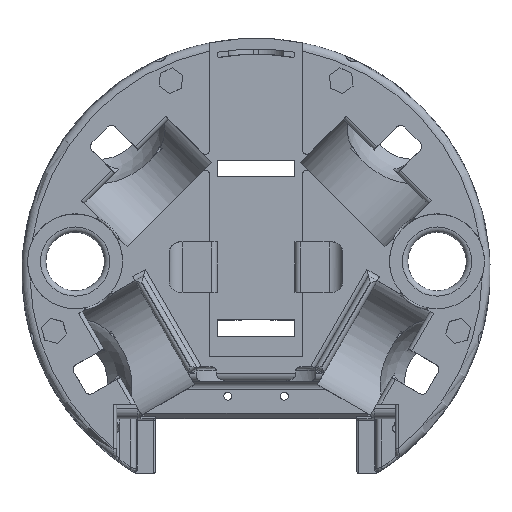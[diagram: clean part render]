
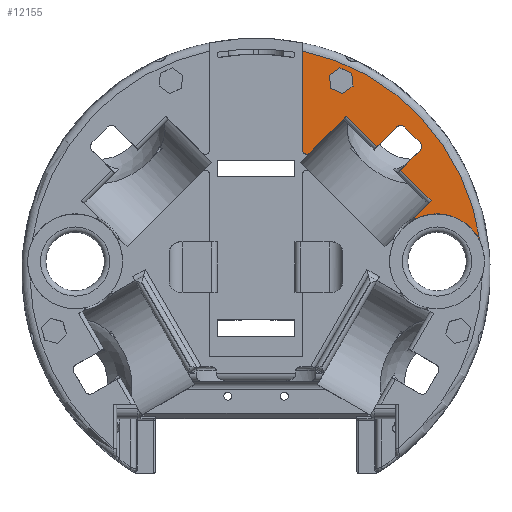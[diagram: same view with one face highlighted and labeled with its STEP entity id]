
A CAD part, top view. The second image highlights one B-rep face of the part: STEP entity #12155.
In plain terms, the highlighted planar face has unit normal (0, 0, 1).
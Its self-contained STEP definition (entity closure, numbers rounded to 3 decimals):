
#1147=LINE('',#29287,#2058);
#1153=LINE('',#29296,#2064);
#1157=LINE('',#29307,#2068);
#1158=LINE('',#29309,#2069);
#1159=LINE('',#29313,#2070);
#1160=LINE('',#29317,#2071);
#1161=LINE('',#29319,#2072);
#1162=LINE('',#29321,#2073);
#1163=LINE('',#29327,#2074);
#1164=LINE('',#29329,#2075);
#1165=LINE('',#29331,#2076);
#1166=LINE('',#29333,#2077);
#1167=LINE('',#29335,#2078);
#1168=LINE('',#29336,#2079);
#2058=VECTOR('',#16289,10.);
#2064=VECTOR('',#16299,10.);
#2068=VECTOR('',#16315,10.);
#2069=VECTOR('',#16316,10.);
#2070=VECTOR('',#16319,10.);
#2071=VECTOR('',#16322,10.);
#2072=VECTOR('',#16323,10.);
#2073=VECTOR('',#16324,10.);
#2074=VECTOR('',#16329,10.);
#2075=VECTOR('',#16330,10.);
#2076=VECTOR('',#16331,10.);
#2077=VECTOR('',#16332,10.);
#2078=VECTOR('',#16333,10.);
#2079=VECTOR('',#16334,10.);
#2406=PLANE('',#13324);
#2517=FACE_BOUND('',#3776,.T.);
#3064=FACE_OUTER_BOUND('',#3775,.T.);
#3775=EDGE_LOOP('',(#10831,#10832,#10833,#10834,#10835,#10836,#10837,#10838,
#10839,#10840,#10841,#10842,#10843,#10844));
#3776=EDGE_LOOP('',(#10845,#10846,#10847,#10848,#10849,#10850));
#4224=CIRCLE('',#12776,85.);
#4443=CIRCLE('',#13313,1.5);
#4447=CIRCLE('',#13325,2.);
#4448=CIRCLE('',#13326,2.);
#4449=CIRCLE('',#13327,0.4);
#4450=CIRCLE('',#13328,17.85);
#5476=VERTEX_POINT('',#25552);
#5477=VERTEX_POINT('',#25563);
#5891=VERTEX_POINT('',#29273);
#5892=VERTEX_POINT('',#29274);
#5896=VERTEX_POINT('',#29285);
#5898=VERTEX_POINT('',#29306);
#5899=VERTEX_POINT('',#29308);
#5900=VERTEX_POINT('',#29310);
#5901=VERTEX_POINT('',#29312);
#5902=VERTEX_POINT('',#29314);
#5903=VERTEX_POINT('',#29316);
#5904=VERTEX_POINT('',#29318);
#5905=VERTEX_POINT('',#29320);
#5906=VERTEX_POINT('',#29322);
#5907=VERTEX_POINT('',#29325);
#5908=VERTEX_POINT('',#29326);
#5909=VERTEX_POINT('',#29328);
#5910=VERTEX_POINT('',#29330);
#5911=VERTEX_POINT('',#29332);
#5912=VERTEX_POINT('',#29334);
#6871=EDGE_CURVE('',#5476,#5477,#4224,.T.);
#7596=EDGE_CURVE('',#5891,#5892,#4443,.T.);
#7603=EDGE_CURVE('',#5891,#5896,#1147,.T.);
#7609=EDGE_CURVE('',#5476,#5892,#1153,.T.);
#7614=EDGE_CURVE('',#5898,#5896,#1157,.T.);
#7615=EDGE_CURVE('',#5898,#5899,#1158,.T.);
#7616=EDGE_CURVE('',#5900,#5899,#4447,.T.);
#7617=EDGE_CURVE('',#5900,#5901,#1159,.T.);
#7618=EDGE_CURVE('',#5902,#5901,#4448,.T.);
#7619=EDGE_CURVE('',#5902,#5903,#1160,.T.);
#7620=EDGE_CURVE('',#5904,#5903,#1161,.T.);
#7621=EDGE_CURVE('',#5904,#5905,#1162,.T.);
#7622=EDGE_CURVE('',#5906,#5905,#4449,.T.);
#7623=EDGE_CURVE('',#5906,#5477,#4450,.T.);
#7624=EDGE_CURVE('',#5907,#5908,#1163,.T.);
#7625=EDGE_CURVE('',#5908,#5909,#1164,.T.);
#7626=EDGE_CURVE('',#5909,#5910,#1165,.T.);
#7627=EDGE_CURVE('',#5910,#5911,#1166,.T.);
#7628=EDGE_CURVE('',#5911,#5912,#1167,.T.);
#7629=EDGE_CURVE('',#5912,#5907,#1168,.T.);
#10831=ORIENTED_EDGE('',*,*,#7596,.F.);
#10832=ORIENTED_EDGE('',*,*,#7603,.T.);
#10833=ORIENTED_EDGE('',*,*,#7614,.F.);
#10834=ORIENTED_EDGE('',*,*,#7615,.T.);
#10835=ORIENTED_EDGE('',*,*,#7616,.F.);
#10836=ORIENTED_EDGE('',*,*,#7617,.T.);
#10837=ORIENTED_EDGE('',*,*,#7618,.F.);
#10838=ORIENTED_EDGE('',*,*,#7619,.T.);
#10839=ORIENTED_EDGE('',*,*,#7620,.F.);
#10840=ORIENTED_EDGE('',*,*,#7621,.T.);
#10841=ORIENTED_EDGE('',*,*,#7622,.F.);
#10842=ORIENTED_EDGE('',*,*,#7623,.T.);
#10843=ORIENTED_EDGE('',*,*,#6871,.F.);
#10844=ORIENTED_EDGE('',*,*,#7609,.T.);
#10845=ORIENTED_EDGE('',*,*,#7624,.T.);
#10846=ORIENTED_EDGE('',*,*,#7625,.T.);
#10847=ORIENTED_EDGE('',*,*,#7626,.T.);
#10848=ORIENTED_EDGE('',*,*,#7627,.T.);
#10849=ORIENTED_EDGE('',*,*,#7628,.T.);
#10850=ORIENTED_EDGE('',*,*,#7629,.T.);
#12155=ADVANCED_FACE('',(#3064,#2517),#2406,.T.);
#12776=AXIS2_PLACEMENT_3D('',#25564,#14806,#14807);
#13313=AXIS2_PLACEMENT_3D('',#29275,#16277,#16278);
#13324=AXIS2_PLACEMENT_3D('',#29305,#16313,#16314);
#13325=AXIS2_PLACEMENT_3D('',#29311,#16317,#16318);
#13326=AXIS2_PLACEMENT_3D('',#29315,#16320,#16321);
#13327=AXIS2_PLACEMENT_3D('',#29323,#16325,#16326);
#13328=AXIS2_PLACEMENT_3D('',#29324,#16327,#16328);
#14806=DIRECTION('center_axis',(0.,0.,-1.));
#14807=DIRECTION('ref_axis',(-1.,0.,0.));
#16277=DIRECTION('center_axis',(0.,0.,-1.));
#16278=DIRECTION('ref_axis',(-0.383,-0.924,0.));
#16289=DIRECTION('',(0.707,0.707,0.));
#16299=DIRECTION('',(0.,-1.,0.));
#16313=DIRECTION('center_axis',(0.,0.,1.));
#16314=DIRECTION('ref_axis',(1.,0.,0.));
#16315=DIRECTION('',(-0.707,0.707,0.));
#16316=DIRECTION('',(0.707,0.707,0.));
#16317=DIRECTION('center_axis',(0.,0.,1.));
#16318=DIRECTION('ref_axis',(0.,1.,0.));
#16319=DIRECTION('',(0.707,-0.707,0.));
#16320=DIRECTION('center_axis',(0.,0.,1.));
#16321=DIRECTION('ref_axis',(1.,0.,0.));
#16322=DIRECTION('',(-0.707,-0.707,0.));
#16323=DIRECTION('',(-0.707,0.707,0.));
#16324=DIRECTION('',(-0.707,-0.707,0.));
#16325=DIRECTION('center_axis',(0.,0.,-1.));
#16326=DIRECTION('ref_axis',(-0.814,-0.58,0.));
#16327=DIRECTION('center_axis',(0.,0.,-1.));
#16328=DIRECTION('ref_axis',(1.,0.,0.));
#16329=DIRECTION('',(-0.809,-0.588,0.));
#16330=DIRECTION('',(-0.914,0.406,0.));
#16331=DIRECTION('',(-0.105,0.994,0.));
#16332=DIRECTION('',(0.809,0.588,0.));
#16333=DIRECTION('',(0.914,-0.406,0.));
#16334=DIRECTION('',(0.105,-0.994,0.));
#25552=CARTESIAN_POINT('',(17.5,83.179,54.));
#25563=CARTESIAN_POINT('',(84.198,11.65,54.));
#25564=CARTESIAN_POINT('Origin',(0.,0.,54.));
#29273=CARTESIAN_POINT('',(20.061,44.809,54.));
#29274=CARTESIAN_POINT('',(17.5,45.87,54.));
#29275=CARTESIAN_POINT('Origin',(19.,45.87,54.));
#29285=CARTESIAN_POINT('',(33.941,58.69,54.));
#29287=CARTESIAN_POINT('',(2.121,26.87,54.));
#29296=CARTESIAN_POINT('',(17.5,44.25,54.));
#29305=CARTESIAN_POINT('Origin',(0.,0.,54.));
#29306=CARTESIAN_POINT('',(45.432,47.199,54.));
#29307=CARTESIAN_POINT('',(40.128,52.503,54.));
#29308=CARTESIAN_POINT('',(52.856,54.624,54.));
#29309=CARTESIAN_POINT('',(21.744,23.511,54.));
#29310=CARTESIAN_POINT('',(55.685,54.624,54.));
#29311=CARTESIAN_POINT('Origin',(54.27,53.21,54.));
#29312=CARTESIAN_POINT('',(61.695,48.614,54.));
#29313=CARTESIAN_POINT('',(56.922,53.387,54.));
#29314=CARTESIAN_POINT('',(61.695,45.785,54.));
#29315=CARTESIAN_POINT('Origin',(60.281,47.199,54.));
#29316=CARTESIAN_POINT('',(54.27,38.361,54.));
#29317=CARTESIAN_POINT('',(30.582,14.672,54.));
#29318=CARTESIAN_POINT('',(65.761,26.87,54.));
#29319=CARTESIAN_POINT('',(40.128,52.503,54.));
#29320=CARTESIAN_POINT('',(59.736,20.845,54.));
#29321=CARTESIAN_POINT('',(42.073,3.182,54.));
#29322=CARTESIAN_POINT('',(60.194,20.203,54.));
#29323=CARTESIAN_POINT('Origin',(60.019,20.562,54.));
#29324=CARTESIAN_POINT('Origin',(68.,4.15,54.));
#29325=CARTESIAN_POINT('',(36.453,70.021,54.));
#29326=CARTESIAN_POINT('',(32.513,67.154,54.));
#29327=CARTESIAN_POINT('',(7.879,49.232,54.));
#29328=CARTESIAN_POINT('',(28.06,69.133,54.));
#29329=CARTESIAN_POINT('',(31.399,67.649,54.));
#29330=CARTESIAN_POINT('',(27.547,73.979,54.));
#29331=CARTESIAN_POINT('',(31.52,36.416,54.));
#29332=CARTESIAN_POINT('',(31.487,76.846,54.));
#29333=CARTESIAN_POINT('',(0.944,54.624,54.));
#29334=CARTESIAN_POINT('',(35.94,74.867,54.));
#29335=CARTESIAN_POINT('',(32.601,76.351,54.));
#29336=CARTESIAN_POINT('',(39.657,39.727,54.));
